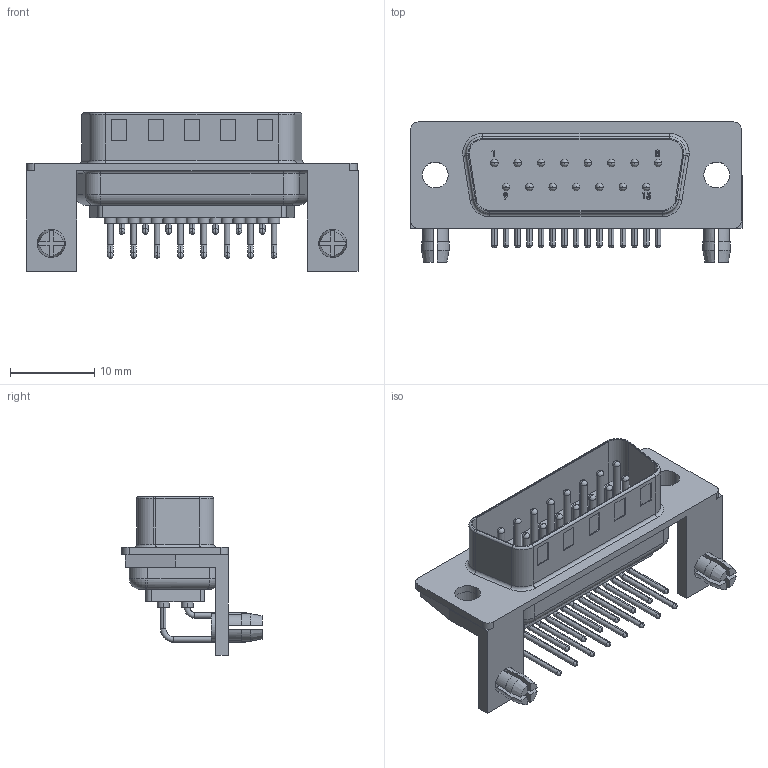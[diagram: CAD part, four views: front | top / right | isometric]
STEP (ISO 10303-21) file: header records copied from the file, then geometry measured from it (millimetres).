
FILE_DESCRIPTION (( 'STEP AP214' ), '1' );
FILE_NAME ('Db15 male PCB Connector.STEP', '2020-09-01T21:55:38', ( '' ), ( '' ), 'SwSTEP 2.0', 'SolidWorks 2018', '' );
FILE_SCHEMA (( 'AUTOMOTIVE_DESIGN' ));
Length unit declared in the file: millimetre
Products named in the file (1): Db15 male PCB Connector
Bounding box: 39.31 x 16.59 x 18.78 mm (x, y, z)
Volume: 2477.9 mm3; surface area: 3399.3 mm2
Topology: 1 solids, 1 shells, 545 faces, 1279 edges, 804 vertices
Faces by surface type: plane 210, cylinder 185, torus 110, bspline 32, cone 8
Entity records: 19625 total; most frequent: CARTESIAN_POINT 4587, DIRECTION 2812, ORIENTED_EDGE 2558, EDGE_CURVE 1279, AXIS2_PLACEMENT_3D 1107, VERTEX_POINT 804, EDGE_LOOP 621, LINE 598
